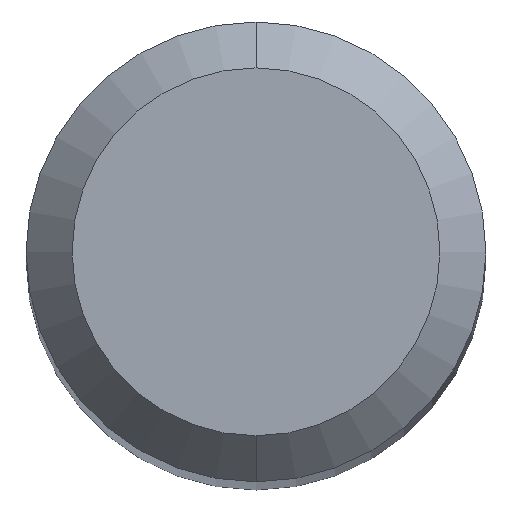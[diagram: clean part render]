
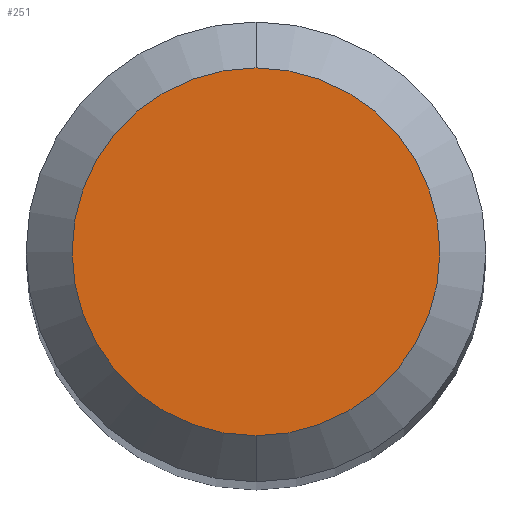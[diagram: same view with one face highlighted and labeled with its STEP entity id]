
A CAD part, top view. The second image highlights one B-rep face of the part: STEP entity #251.
In plain terms, the highlighted planar face has unit normal (0, 0, 1).
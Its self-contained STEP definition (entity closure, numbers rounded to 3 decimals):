
#177=VERTEX_POINT('',#484);
#251=ADVANCED_FACE('',(#567),#568,.T.);
#341=EDGE_CURVE('',#459,#177,#664,.T.);
#353=EDGE_CURVE('',#177,#459,#677,.T.);
#459=VERTEX_POINT('',#795);
#484=CARTESIAN_POINT('',(0.,-1.2,0.0));
#567=FACE_OUTER_BOUND('',#1004,.T.);
#568=PLANE('',#1005);
#664=CIRCLE('',#1186,1.2);
#677=CIRCLE('',#1205,1.2);
#795=CARTESIAN_POINT('',(0.0,1.2,0.0));
#1004=EDGE_LOOP('',(#1536,#1537));
#1005=AXIS2_PLACEMENT_3D('',#1538,#1539,#1540);
#1186=AXIS2_PLACEMENT_3D('',#1623,#1624,#1625);
#1205=AXIS2_PLACEMENT_3D('',#1638,#1639,#1640);
#1536=ORIENTED_EDGE('',*,*,#341,.F.);
#1537=ORIENTED_EDGE('',*,*,#353,.F.);
#1538=CARTESIAN_POINT('',(0.0,0.6,0.0));
#1539=DIRECTION('',(-0.0,0.0,1.0));
#1540=DIRECTION('',(0.0,-1.0,0.0));
#1623=CARTESIAN_POINT('',(0.0,0.0,0.0));
#1624=DIRECTION('',(0.0,0.0,-1.0));
#1625=DIRECTION('',(0.0,1.0,0.0));
#1638=CARTESIAN_POINT('',(0.0,0.0,0.0));
#1639=DIRECTION('',(0.0,0.0,-1.0));
#1640=DIRECTION('',(0.0,1.0,0.0));
